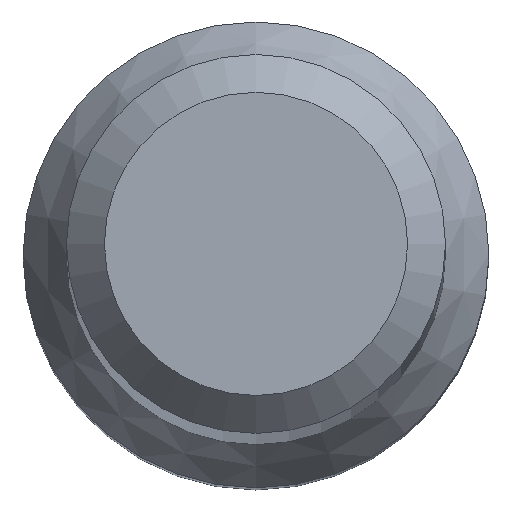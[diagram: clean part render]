
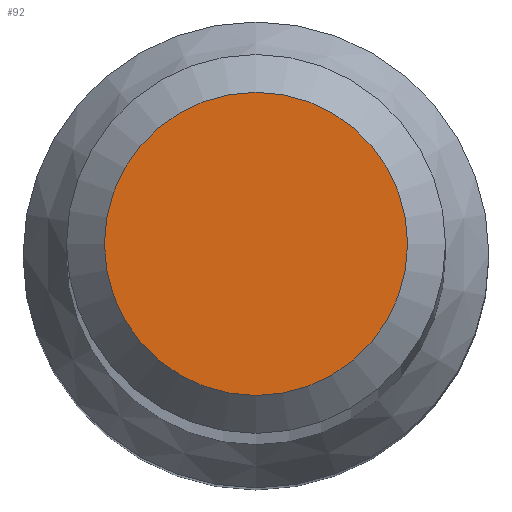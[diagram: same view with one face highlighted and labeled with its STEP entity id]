
A CAD part, top view. The second image highlights one B-rep face of the part: STEP entity #92.
In plain terms, the highlighted planar face has unit normal (0, 0, 1).
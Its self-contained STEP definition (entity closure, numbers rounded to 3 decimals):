
#38 = VERTEX_POINT ( 'NONE', #87 ) ;
#74 = DIRECTION ( 'NONE',  ( 0., 0., 1. ) ) ;
#77 = EDGE_CURVE ( 'NONE', #38, #38, #194, .T. ) ;
#87 = CARTESIAN_POINT ( 'NONE',  ( 0., 1.6, 80. ) ) ;
#92 = ADVANCED_FACE ( 'NONE', ( #180 ), #227, .T. ) ;
#93 = DIRECTION ( 'NONE',  ( 0., -1., 0. ) ) ;
#112 = ORIENTED_EDGE ( 'NONE', *, *, #77, .F. ) ;
#161 = CARTESIAN_POINT ( 'NONE',  ( 0., 0., 80. ) ) ;
#165 = AXIS2_PLACEMENT_3D ( 'NONE', #242, #74, #93 ) ;
#172 = AXIS2_PLACEMENT_3D ( 'NONE', #161, #240, #221 ) ;
#180 = FACE_OUTER_BOUND ( 'NONE', #197, .T. ) ;
#194 = CIRCLE ( 'NONE', #172, 1.6 ) ;
#197 = EDGE_LOOP ( 'NONE', ( #112 ) ) ;
#221 = DIRECTION ( 'NONE',  ( 0., 1., 0. ) ) ;
#227 = PLANE ( 'NONE',  #165 ) ;
#240 = DIRECTION ( 'NONE',  ( 0., 0., -1. ) ) ;
#242 = CARTESIAN_POINT ( 'NONE',  ( 0., 0., 80. ) ) ;
